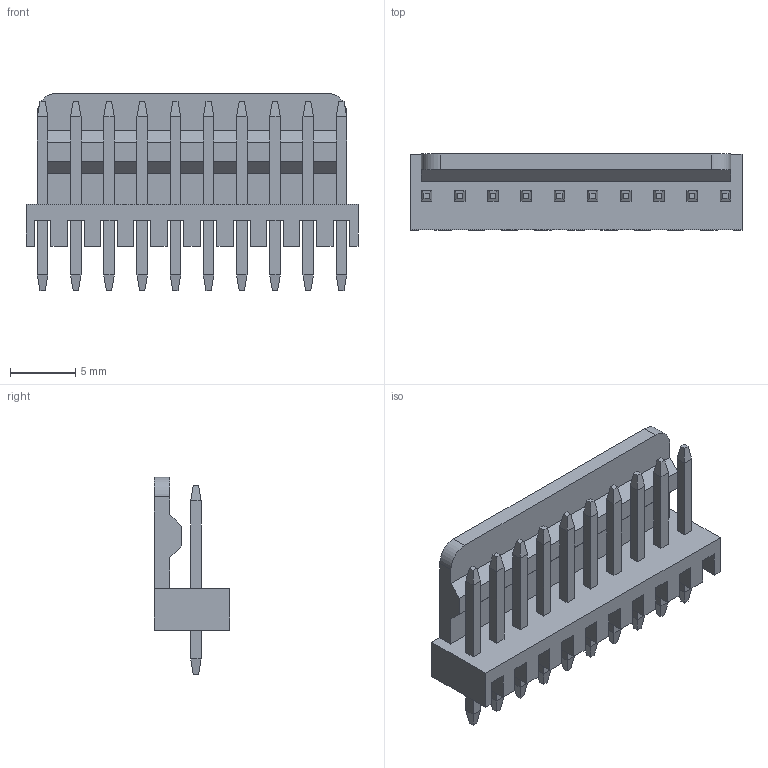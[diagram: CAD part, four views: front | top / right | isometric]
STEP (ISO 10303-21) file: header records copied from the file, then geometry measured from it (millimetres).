
FILE_DESCRIPTION (( 'STEP AP214' ), '1' );
FILE_NAME ('CONN-TH_10P-P2.54_KF2510-10A.step', '2022-08-02T12:51:07', ( '' ), ( '' ), 'SwSTEP 2.0', 'SolidWorks 2020', '' );
FILE_SCHEMA (( 'AUTOMOTIVE_DESIGN' ));
Length unit declared in the file: millimetre
Products named in the file (1): CONN-TH_10P-P2.54_KF2510-10A
Bounding box: 25.4 x 5.8 x 15.1 mm (x, y, z)
Volume: 694.1 mm3; surface area: 1520.7 mm2
Topology: 14 solids, 14 shells, 467 faces, 1177 edges, 758 vertices
Faces by surface type: plane 367, bspline 98, cylinder 2
Entity records: 19519 total; most frequent: CARTESIAN_POINT 3709, ORIENTED_EDGE 2354, DIRECTION 1721, EDGE_CURVE 1177, LINE 973, VECTOR 973, VERTEX_POINT 758, EDGE_LOOP 499
